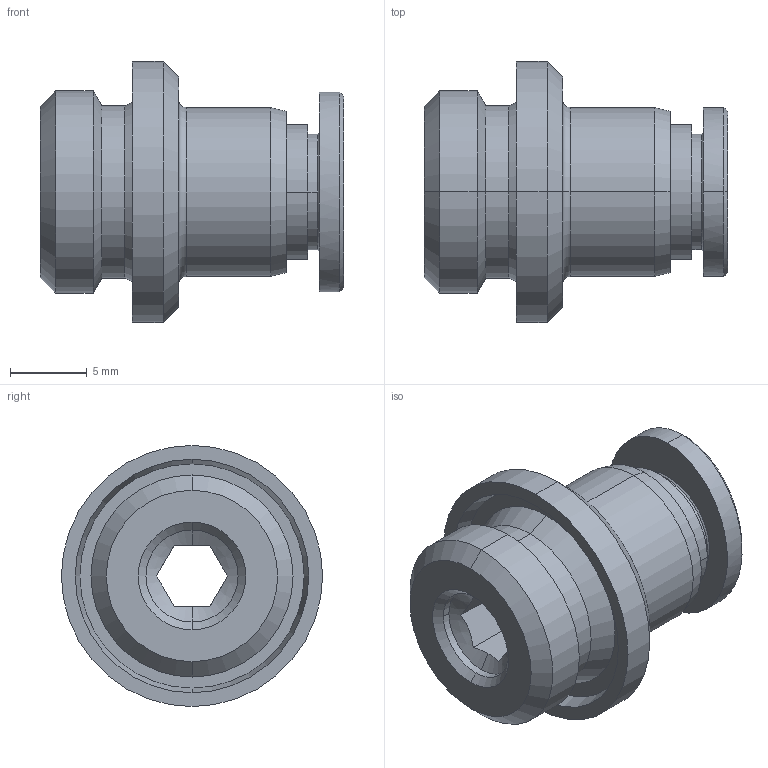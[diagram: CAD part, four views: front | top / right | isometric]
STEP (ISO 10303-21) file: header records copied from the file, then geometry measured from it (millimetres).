
FILE_DESCRIPTION (( 'STEP AP214' ), '1' );
FILE_NAME ('POC06-G02.STEP', '2016-02-17T10:16:52', ( 'Gebruiker' ), ( '' ), 'SwSTEP 2.0', 'SolidWorks 2016', '' );
FILE_SCHEMA (( 'AUTOMOTIVE_DESIGN' ));
Length unit declared in the file: millimetre
Products named in the file (1): POC06-G02
Bounding box: 19.75 x 17 x 17 mm (x, y, z)
Surface area: 1674.5 mm2 (no closed solid volume)
Topology: 0 solids, 2 shells, 243 faces, 695 edges, 458 vertices
Faces by surface type: plane 166, bspline 32, cylinder 25, cone 18, torus 2
Entity records: 11682 total; most frequent: CARTESIAN_POINT 2945, ORIENTED_EDGE 1334, DIRECTION 1107, EDGE_CURVE 695, LINE 535, VECTOR 535, VERTEX_POINT 458, AXIS2_PLACEMENT_3D 286
